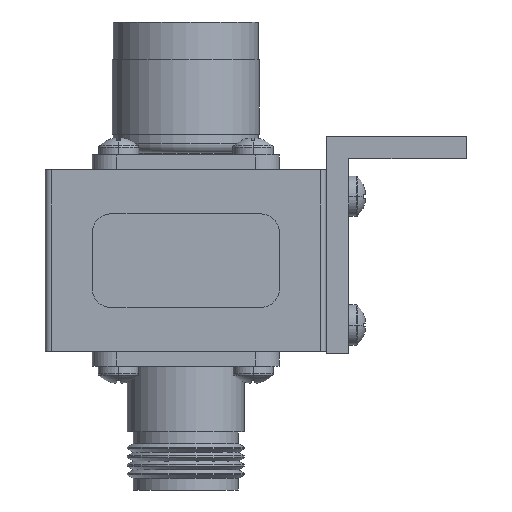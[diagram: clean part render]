
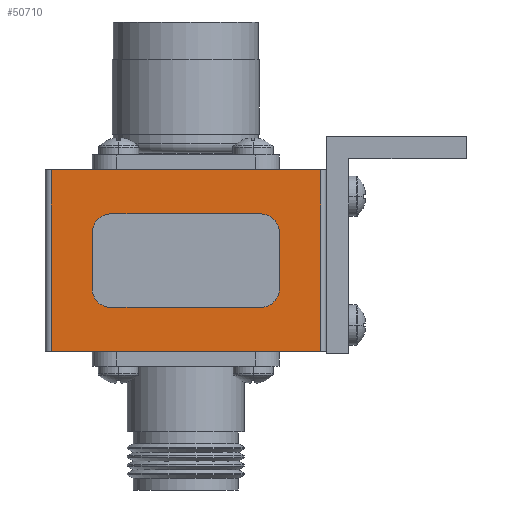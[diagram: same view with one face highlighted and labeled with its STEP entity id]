
A CAD part, front view. The second image highlights one B-rep face of the part: STEP entity #50710.
In plain terms, the highlighted planar face has unit normal (0, -1, 0).
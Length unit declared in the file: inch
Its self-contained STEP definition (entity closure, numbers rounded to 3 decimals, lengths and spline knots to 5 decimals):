
#284 = AXIS2_PLACEMENT_3D ( 'NONE', #46613, #28323, #58874 ) ;
#1054 = CARTESIAN_POINT ( 'NONE',  ( 1.47, 0., 0.97 ) ) ;
#4979 = LINE ( 'NONE', #30999, #61916 ) ;
#8361 = ORIENTED_EDGE ( 'NONE', *, *, #44359, .T. ) ;
#9154 = LINE ( 'NONE', #58770, #74375 ) ;
#10351 = ORIENTED_EDGE ( 'NONE', *, *, #18509, .T. ) ;
#14546 = FACE_OUTER_BOUND ( 'NONE', #27234, .T. ) ;
#14603 = CARTESIAN_POINT ( 'NONE',  ( 0., 0., 0.97 ) ) ;
#18509 = EDGE_CURVE ( 'NONE', #79238, #70319, #4979, .T. ) ;
#19839 = VECTOR ( 'NONE', #20675, 39.37008 ) ;
#20675 = DIRECTION ( 'NONE',  ( 1., 0., 0. ) ) ;
#21695 = CARTESIAN_POINT ( 'NONE',  ( 0.03, 0., 0.97 ) ) ;
#22205 = PLANE ( 'NONE',  #284 ) ;
#23328 = EDGE_CURVE ( 'NONE', #64287, #79238, #9154, .T. ) ;
#23465 = ORIENTED_EDGE ( 'NONE', *, *, #23328, .T. ) ;
#24912 = CARTESIAN_POINT ( 'NONE',  ( 0.03, 0., 0. ) ) ;
#25515 = VECTOR ( 'NONE', #27117, 39.37008 ) ;
#27117 = DIRECTION ( 'NONE',  ( 0., 0., 1. ) ) ;
#27234 = EDGE_LOOP ( 'NONE', ( #10351, #8361, #30610, #23465 ) ) ;
#28323 = DIRECTION ( 'NONE',  ( 0., 1., 0. ) ) ;
#29007 = DIRECTION ( 'NONE',  ( 0., 0., -1. ) ) ;
#30607 = DIRECTION ( 'NONE',  ( 1., 0., 0. ) ) ;
#30610 = ORIENTED_EDGE ( 'NONE', *, *, #76497, .F. ) ;
#30999 = CARTESIAN_POINT ( 'NONE',  ( 0., 0., 0. ) ) ;
#38776 = CARTESIAN_POINT ( 'NONE',  ( 1.47, 0., 0.97 ) ) ;
#44359 = EDGE_CURVE ( 'NONE', #70319, #45831, #56846, .T. ) ;
#45831 = VERTEX_POINT ( 'NONE', #38776 ) ;
#46613 = CARTESIAN_POINT ( 'NONE',  ( 0., 0., 0.97 ) ) ;
#50710 = ADVANCED_FACE ( 'NONE', ( #14546 ), #22205, .F. ) ;
#52602 = CARTESIAN_POINT ( 'NONE',  ( 1.47, 0., 0. ) ) ;
#56846 = LINE ( 'NONE', #1054, #25515 ) ;
#58770 = CARTESIAN_POINT ( 'NONE',  ( 0.03, 0., 0.97 ) ) ;
#58874 = DIRECTION ( 'NONE',  ( 0., 0., 1. ) ) ;
#61916 = VECTOR ( 'NONE', #30607, 39.37008 ) ;
#64287 = VERTEX_POINT ( 'NONE', #21695 ) ;
#70319 = VERTEX_POINT ( 'NONE', #52602 ) ;
#74375 = VECTOR ( 'NONE', #29007, 39.37008 ) ;
#76447 = LINE ( 'NONE', #14603, #19839 ) ;
#76497 = EDGE_CURVE ( 'NONE', #64287, #45831, #76447, .T. ) ;
#79238 = VERTEX_POINT ( 'NONE', #24912 ) ;
